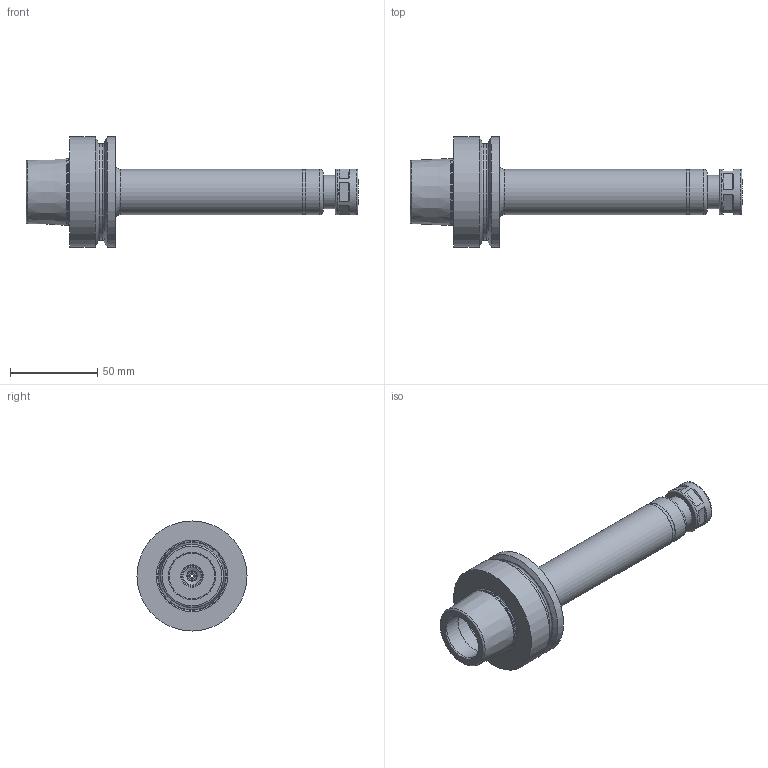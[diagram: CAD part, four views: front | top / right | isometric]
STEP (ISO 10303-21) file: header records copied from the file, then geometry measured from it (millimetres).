
FILE_DESCRIPTION((''),'2;1');
FILE_NAME('536065109165 HSK63F-HDC09A-165-3D.stp','2023-02-02T08:50:49',('nttooll'),(''),'Autodesk Inventor 2012','Autodesk Inventor 2012','');
FILE_SCHEMA(('AUTOMOTIVE_DESIGN { 1 0 10303 214 1 1 1 1 }'));
Length unit declared in the file: millimetre
Products named in the file (1): 536065109165 HSK63F-HDC09A-165-3D
Bounding box: 190 x 63 x 63 mm (x, y, z)
Volume: 144364.2 mm3; surface area: 34776.4 mm2
Topology: 1 solids, 1 shells, 104 faces, 185 edges, 112 vertices
Faces by surface type: plane 44, cylinder 29, cone 19, torus 12
Full cylindrical faces by diameter (mm): 1.7 x1, 3 x1, 3.5 x1, 5.2 x1, 5.5 x1, 6 x1, 7 x1, 8.8 x1, 9.3 x1, 10 x2, 10.5 x1, 12 x1, 13 x1, 13.5 x1, 15.5 x1, 19 x2, 25.6 x1, 26 x4, 26.3 x1, 32 x1, 37.9 x1, 55 x1, 63 x2
Entity records: 2222 total; most frequent: DIRECTION 430, CARTESIAN_POINT 337, ORIENTED_EDGE 244, AXIS2_PLACEMENT_3D 203, EDGE_LOOP 196, EDGE_CURVE 122, VERTEX_POINT 110, FACE_OUTER_BOUND 104
